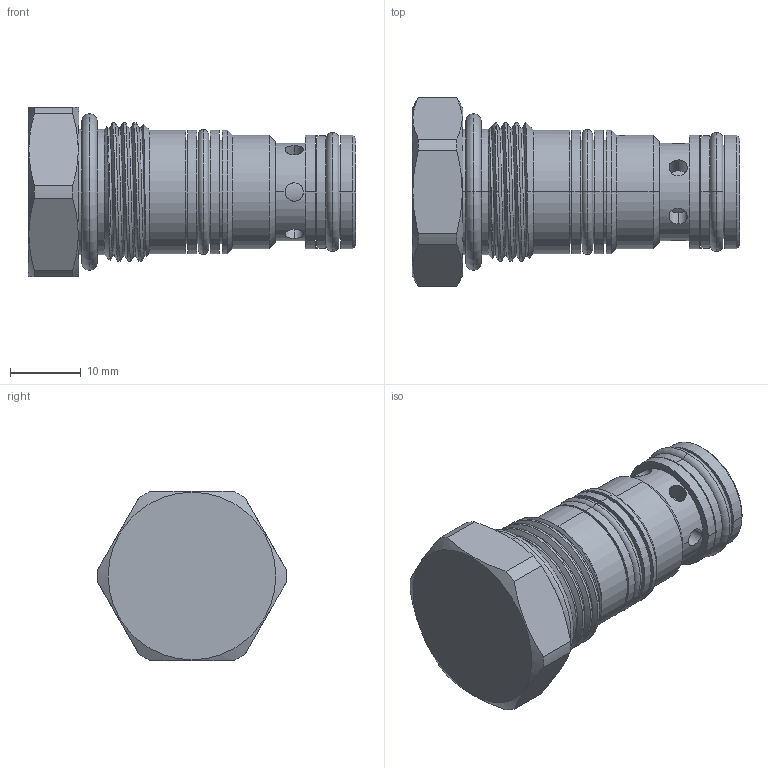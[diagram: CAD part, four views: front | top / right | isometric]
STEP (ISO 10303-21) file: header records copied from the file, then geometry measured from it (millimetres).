
FILE_DESCRIPTION (( 'STEP AP214' ), '1' );
FILE_NAME ('CO20MS3C-N.STEP', '2016-04-15T06:21:09', ( '' ), ( '' ), 'SwSTEP 2.0', 'SolidWorks 2012', '' );
FILE_SCHEMA (( 'AUTOMOTIVE_DESIGN' ));
Length unit declared in the file: millimetre
Products named in the file (1): CO20MS3C-N
Bounding box: 46.3 x 26.69 x 24 mm (x, y, z)
Volume: 11944.3 mm3; surface area: 5750.6 mm2
Topology: 4 solids, 4 shells, 135 faces, 304 edges, 192 vertices
Faces by surface type: cylinder 71, plane 27, cone 20, torus 12, bspline 3, sphere 2
Entity records: 5932 total; most frequent: CARTESIAN_POINT 2903, DIRECTION 622, ORIENTED_EDGE 608, EDGE_CURVE 304, AXIS2_PLACEMENT_3D 263, VERTEX_POINT 192, EDGE_LOOP 156, FACE_OUTER_BOUND 135
